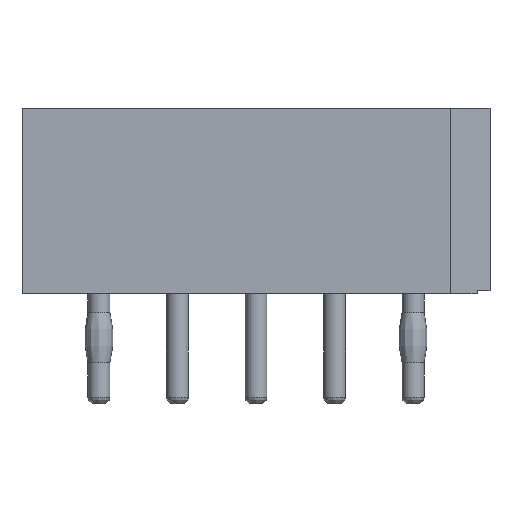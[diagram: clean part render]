
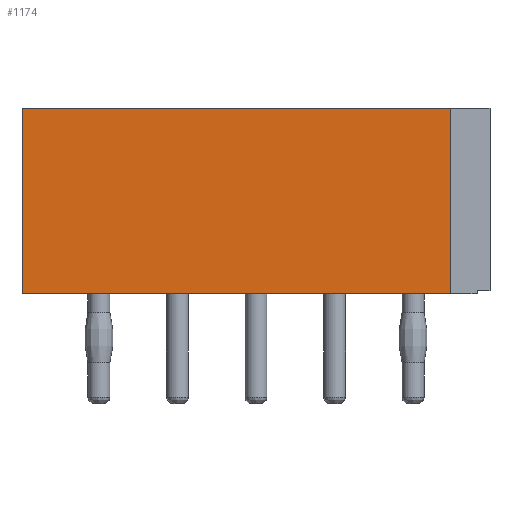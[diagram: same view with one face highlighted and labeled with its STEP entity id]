
A CAD part, front view. The second image highlights one B-rep face of the part: STEP entity #1174.
In plain terms, the highlighted planar face has unit normal (0, -1, 0).
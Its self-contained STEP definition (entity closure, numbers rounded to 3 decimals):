
#306 = VERTEX_POINT('',#307);
#307 = CARTESIAN_POINT('',(-2.45,-1.8,5.89));
#313 = EDGE_CURVE('',#314,#306,#316,.T.);
#314 = VERTEX_POINT('',#315);
#315 = CARTESIAN_POINT('',(11.191,-1.8,5.89));
#316 = LINE('',#317,#318);
#317 = CARTESIAN_POINT('',(11.191,-1.8,5.89));
#318 = VECTOR('',#319,1.);
#319 = DIRECTION('',(-1.,0.,0.));
#488 = EDGE_CURVE('',#314,#489,#491,.T.);
#489 = VERTEX_POINT('',#490);
#490 = CARTESIAN_POINT('',(11.191,-1.8,-0.01));
#491 = LINE('',#492,#493);
#492 = CARTESIAN_POINT('',(11.191,-1.8,-0.01));
#493 = VECTOR('',#494,1.);
#494 = DIRECTION('',(0.,0.,-1.));
#739 = EDGE_CURVE('',#489,#740,#742,.T.);
#740 = VERTEX_POINT('',#741);
#741 = CARTESIAN_POINT('',(-2.45,-1.8,-0.01));
#742 = LINE('',#743,#744);
#743 = CARTESIAN_POINT('',(11.191,-1.8,-0.01));
#744 = VECTOR('',#745,1.);
#745 = DIRECTION('',(-1.,0.,0.));
#926 = EDGE_CURVE('',#740,#306,#927,.T.);
#927 = LINE('',#928,#929);
#928 = CARTESIAN_POINT('',(-2.45,-1.8,-0.01));
#929 = VECTOR('',#930,1.);
#930 = DIRECTION('',(0.,0.,1.));
#1174 = ADVANCED_FACE('',(#1175),#1181,.F.);
#1175 = FACE_BOUND('',#1176,.T.);
#1176 = EDGE_LOOP('',(#1177,#1178,#1179,#1180));
#1177 = ORIENTED_EDGE('',*,*,#313,.T.);
#1178 = ORIENTED_EDGE('',*,*,#926,.F.);
#1179 = ORIENTED_EDGE('',*,*,#739,.F.);
#1180 = ORIENTED_EDGE('',*,*,#488,.F.);
#1181 = PLANE('',#1182);
#1182 = AXIS2_PLACEMENT_3D('',#1183,#1184,#1185);
#1183 = CARTESIAN_POINT('',(11.191,-1.8,-0.01));
#1184 = DIRECTION('',(0.,1.,0.));
#1185 = DIRECTION('',(1.,0.,0.));
